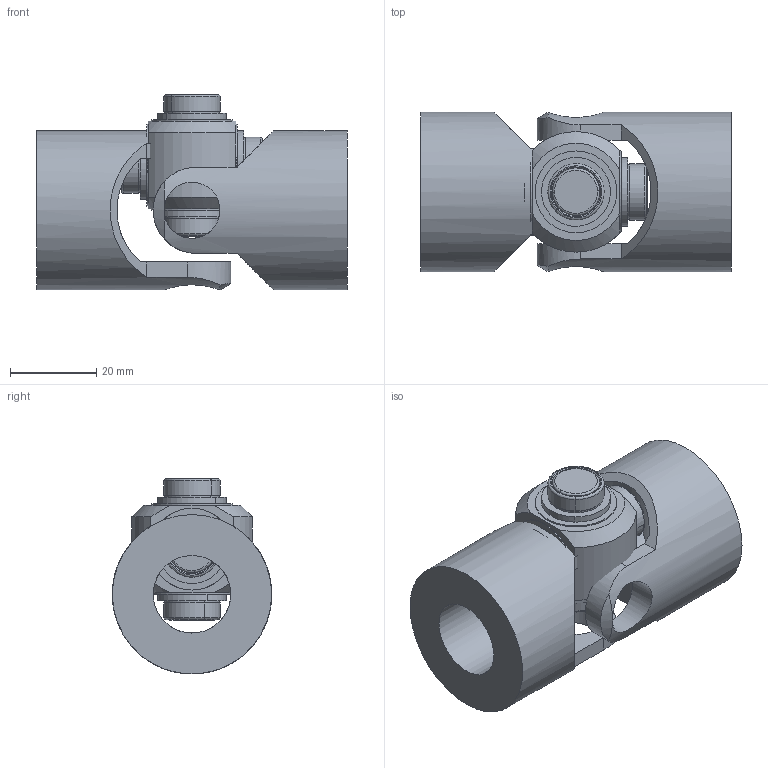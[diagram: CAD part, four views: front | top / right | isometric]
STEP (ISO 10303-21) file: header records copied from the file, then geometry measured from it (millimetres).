
FILE_DESCRIPTION(/* description */ ('Alibre Inc.'),/* implementation_level */ '2;1');
FILE_NAME(/* name */ 'export0',/* time_stamp */ '2012-08-13T16:11:34+02:00',/* author */ (''),/* organization */ (''),/* preprocessor_version */ 'ST-DEVELOPER v12',/* originating_system */ 'Alibre',/* authorisation */ '');
FILE_SCHEMA (('CONFIG_CONTROL_DESIGN'));
Length unit declared in the file: millimetre
Products named in the file (4): ID_1
Bounding box: 72 x 37 x 45.49 mm (x, y, z)
Volume: 52276.3 mm3; surface area: 21991.4 mm2
Topology: 11 solids, 11 shells, 202 faces, 458 edges, 288 vertices
Faces by surface type: cylinder 84, plane 54, torus 32, cone 32
Full cylindrical faces by diameter (mm): 13 x4, 18 x2, 37 x2
Entity records: 6207 total; most frequent: CARTESIAN_POINT 1357, DIRECTION 944, ORIENTED_EDGE 884, AXIS2_PLACEMENT_3D 445, EDGE_CURVE 442, VERTEX_POINT 280, EDGE_LOOP 246, FACE_BOUND 246
